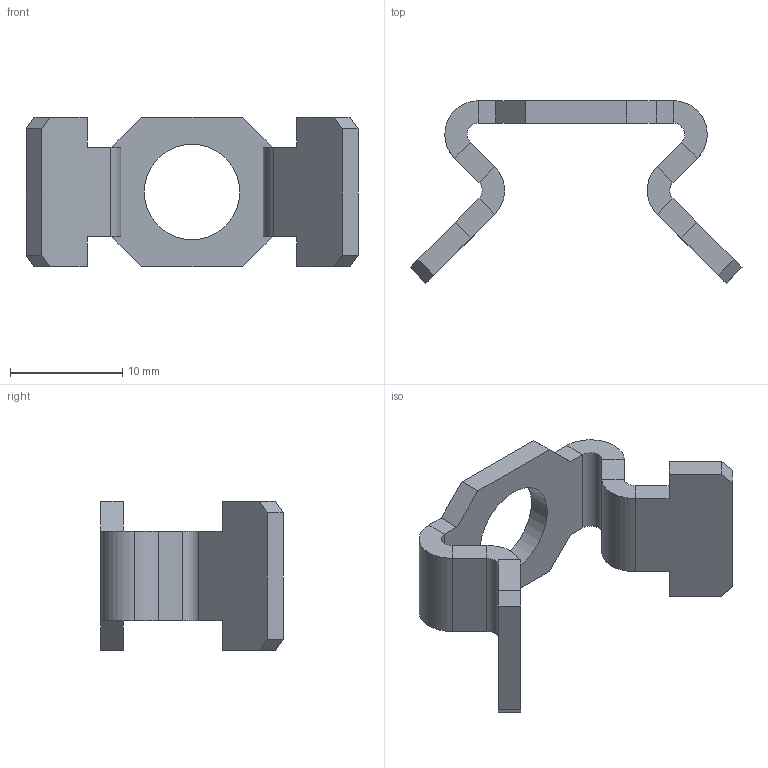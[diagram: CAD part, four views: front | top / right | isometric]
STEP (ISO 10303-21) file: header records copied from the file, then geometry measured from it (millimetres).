
FILE_DESCRIPTION (( 'STEP AP203' ), '1' );
FILE_NAME ('084.303.006.STEP', '2013-01-25T09:12:14', ( 'Alusic' ), ( 'Alusic' ), 'SwSTEP 2.0', 'SolidWorks 2011', '' );
FILE_SCHEMA (( 'CONFIG_CONTROL_DESIGN' ));
Length unit declared in the file: millimetre
Products named in the file (2): 084.303.006; 210814
Assembly tree (1 placements, depth 2):
  084.303.006
    210814
Bounding box: 29.61 x 16.27 x 13.3 mm (x, y, z)
Volume: 1033.1 mm3; surface area: 1391.6 mm2
Topology: 1 solids, 1 shells, 64 faces, 154 edges, 92 vertices
Faces by surface type: plane 50, cylinder 14
Entity records: 2010 total; most frequent: DIRECTION 318, CARTESIAN_POINT 314, ORIENTED_EDGE 308, EDGE_CURVE 154, LINE 126, VECTOR 126, AXIS2_PLACEMENT_3D 96, VERTEX_POINT 92
